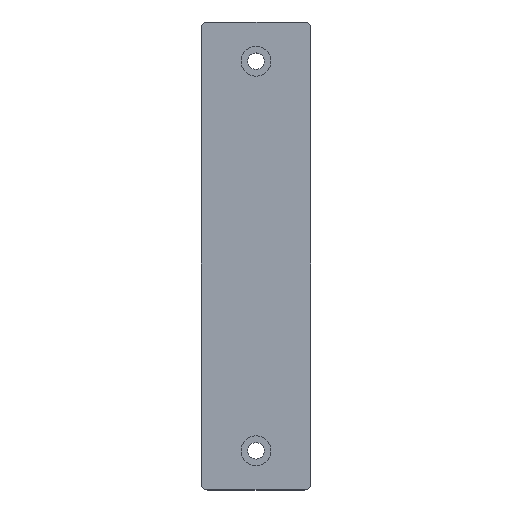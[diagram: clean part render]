
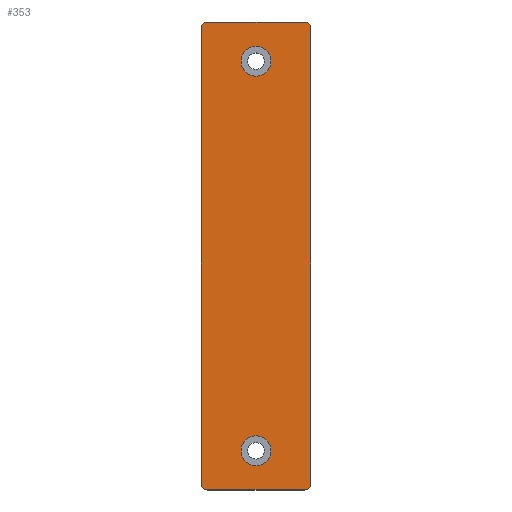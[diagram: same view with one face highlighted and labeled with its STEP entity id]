
A CAD part, top view. The second image highlights one B-rep face of the part: STEP entity #353.
In plain terms, the highlighted planar face has unit normal (0, 0, 1).
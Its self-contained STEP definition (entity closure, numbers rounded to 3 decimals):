
#3 = VECTOR ( 'NONE', #584, 1000. ) ;
#30 = DIRECTION ( 'NONE',  ( 0., 0., 1. ) ) ;
#31 = AXIS2_PLACEMENT_3D ( 'NONE', #172, #382, #593 ) ;
#34 = EDGE_CURVE ( 'NONE', #685, #262, #545, .T. ) ;
#37 = ORIENTED_EDGE ( 'NONE', *, *, #592, .T. ) ;
#47 = VERTEX_POINT ( 'NONE', #432 ) ;
#53 = DIRECTION ( 'NONE',  ( 1., 0., 0. ) ) ;
#66 = EDGE_CURVE ( 'NONE', #262, #425, #160, .T. ) ;
#67 = CIRCLE ( 'NONE', #31, 5.712 ) ;
#70 = CARTESIAN_POINT ( 'NONE',  ( -21., 89.5, 6.2 ) ) ;
#75 = EDGE_CURVE ( 'NONE', #204, #685, #363, .T. ) ;
#77 = AXIS2_PLACEMENT_3D ( 'NONE', #117, #587, #235 ) ;
#87 = DIRECTION ( 'NONE',  ( 1., 0., 0. ) ) ;
#90 = AXIS2_PLACEMENT_3D ( 'NONE', #187, #397, #609 ) ;
#93 = ORIENTED_EDGE ( 'NONE', *, *, #442, .F. ) ;
#101 = VERTEX_POINT ( 'NONE', #220 ) ;
#102 = CARTESIAN_POINT ( 'NONE',  ( 0., 74.5, 6.2 ) ) ;
#105 = EDGE_CURVE ( 'NONE', #259, #514, #242, .T. ) ;
#107 = ORIENTED_EDGE ( 'NONE', *, *, #272, .T. ) ;
#117 = CARTESIAN_POINT ( 'NONE',  ( 18.5, -87., 6.2 ) ) ;
#119 = CARTESIAN_POINT ( 'NONE',  ( 5.712, -74.5, 6.2 ) ) ;
#123 = EDGE_CURVE ( 'NONE', #611, #352, #67, .T. ) ;
#140 = CARTESIAN_POINT ( 'NONE',  ( -18.5, 87., 6.2 ) ) ;
#142 = CARTESIAN_POINT ( 'NONE',  ( 0., -74.5, 6.2 ) ) ;
#148 = CIRCLE ( 'NONE', #536, 2.5 ) ;
#149 = CARTESIAN_POINT ( 'NONE',  ( 18.5, 89.5, 6.2 ) ) ;
#157 = EDGE_LOOP ( 'NONE', ( #636, #473, #464, #591, #37, #675, #300, #107 ) ) ;
#160 = CIRCLE ( 'NONE', #225, 2.5 ) ;
#164 = ORIENTED_EDGE ( 'NONE', *, *, #230, .F. ) ;
#165 = LINE ( 'NONE', #484, #3 ) ;
#172 = CARTESIAN_POINT ( 'NONE',  ( 0., -74.5, 6.2 ) ) ;
#175 = LINE ( 'NONE', #70, #267 ) ;
#177 = CARTESIAN_POINT ( 'NONE',  ( -21., 87., 6.2 ) ) ;
#186 = AXIS2_PLACEMENT_3D ( 'NONE', #142, #30, #87 ) ;
#187 = CARTESIAN_POINT ( 'NONE',  ( -18.5, -87., 6.2 ) ) ;
#194 = VECTOR ( 'NONE', #437, 1000. ) ;
#202 = DIRECTION ( 'NONE',  ( 0., 0., 1. ) ) ;
#204 = VERTEX_POINT ( 'NONE', #612 ) ;
#220 = CARTESIAN_POINT ( 'NONE',  ( -21., -87., 6.2 ) ) ;
#225 = AXIS2_PLACEMENT_3D ( 'NONE', #537, #337, #271 ) ;
#230 = EDGE_CURVE ( 'NONE', #352, #611, #454, .T. ) ;
#234 = EDGE_CURVE ( 'NONE', #47, #517, #148, .T. ) ;
#235 = DIRECTION ( 'NONE',  ( 1., 0., 0. ) ) ;
#242 = CIRCLE ( 'NONE', #325, 5.712 ) ;
#259 = VERTEX_POINT ( 'NONE', #451 ) ;
#262 = VERTEX_POINT ( 'NONE', #295 ) ;
#264 = DIRECTION ( 'NONE',  ( 1., 0., 0. ) ) ;
#266 = CARTESIAN_POINT ( 'NONE',  ( 0., 0., 6.2 ) ) ;
#267 = VECTOR ( 'NONE', #585, 1000. ) ;
#271 = DIRECTION ( 'NONE',  ( 1., 0., 0. ) ) ;
#272 = EDGE_CURVE ( 'NONE', #101, #466, #614, .T. ) ;
#282 = CARTESIAN_POINT ( 'NONE',  ( -21., 89.5, 6.2 ) ) ;
#295 = CARTESIAN_POINT ( 'NONE',  ( 21., 87., 6.2 ) ) ;
#298 = EDGE_LOOP ( 'NONE', ( #93, #583 ) ) ;
#300 = ORIENTED_EDGE ( 'NONE', *, *, #469, .T. ) ;
#323 = CARTESIAN_POINT ( 'NONE',  ( 0., 74.5, 6.2 ) ) ;
#325 = AXIS2_PLACEMENT_3D ( 'NONE', #323, #449, #376 ) ;
#329 = CARTESIAN_POINT ( 'NONE',  ( -18.5, -89.5, 6.2 ) ) ;
#337 = DIRECTION ( 'NONE',  ( 0., 0., 1. ) ) ;
#342 = DIRECTION ( 'NONE',  ( 1., 0., 0. ) ) ;
#352 = VERTEX_POINT ( 'NONE', #422 ) ;
#353 = ADVANCED_FACE ( 'NONE', ( #633, #364, #476 ), #678, .T. ) ;
#355 = EDGE_LOOP ( 'NONE', ( #626, #164 ) ) ;
#363 = CIRCLE ( 'NONE', #77, 2.5 ) ;
#364 = FACE_BOUND ( 'NONE', #355, .T. ) ;
#376 = DIRECTION ( 'NONE',  ( 1., 0., 0. ) ) ;
#381 = AXIS2_PLACEMENT_3D ( 'NONE', #102, #522, #53 ) ;
#382 = DIRECTION ( 'NONE',  ( 0., 0., 1. ) ) ;
#385 = CARTESIAN_POINT ( 'NONE',  ( 21., 89.5, 6.2 ) ) ;
#397 = DIRECTION ( 'NONE',  ( 0., 0., 1. ) ) ;
#418 = EDGE_CURVE ( 'NONE', #466, #204, #165, .T. ) ;
#422 = CARTESIAN_POINT ( 'NONE',  ( -5.712, -74.5, 6.2 ) ) ;
#425 = VERTEX_POINT ( 'NONE', #149 ) ;
#432 = CARTESIAN_POINT ( 'NONE',  ( -18.5, 89.5, 6.2 ) ) ;
#437 = DIRECTION ( 'NONE',  ( 0., 1., 0. ) ) ;
#442 = EDGE_CURVE ( 'NONE', #514, #259, #549, .T. ) ;
#448 = CARTESIAN_POINT ( 'NONE',  ( 21., -87., 6.2 ) ) ;
#449 = DIRECTION ( 'NONE',  ( 0., 0., 1. ) ) ;
#451 = CARTESIAN_POINT ( 'NONE',  ( -5.712, 74.5, 6.2 ) ) ;
#454 = CIRCLE ( 'NONE', #186, 5.712 ) ;
#464 = ORIENTED_EDGE ( 'NONE', *, *, #34, .T. ) ;
#466 = VERTEX_POINT ( 'NONE', #329 ) ;
#469 = EDGE_CURVE ( 'NONE', #517, #101, #495, .T. ) ;
#473 = ORIENTED_EDGE ( 'NONE', *, *, #75, .T. ) ;
#476 = FACE_OUTER_BOUND ( 'NONE', #157, .T. ) ;
#484 = CARTESIAN_POINT ( 'NONE',  ( -21., -89.5, 6.2 ) ) ;
#495 = LINE ( 'NONE', #282, #604 ) ;
#514 = VERTEX_POINT ( 'NONE', #643 ) ;
#517 = VERTEX_POINT ( 'NONE', #177 ) ;
#522 = DIRECTION ( 'NONE',  ( 0., 0., 1. ) ) ;
#536 = AXIS2_PLACEMENT_3D ( 'NONE', #140, #665, #342 ) ;
#537 = CARTESIAN_POINT ( 'NONE',  ( 18.5, 87., 6.2 ) ) ;
#543 = DIRECTION ( 'NONE',  ( 0., -1., 0. ) ) ;
#545 = LINE ( 'NONE', #385, #194 ) ;
#549 = CIRCLE ( 'NONE', #381, 5.712 ) ;
#583 = ORIENTED_EDGE ( 'NONE', *, *, #105, .F. ) ;
#584 = DIRECTION ( 'NONE',  ( 1., 0., 0. ) ) ;
#585 = DIRECTION ( 'NONE',  ( -1., 0., 0. ) ) ;
#587 = DIRECTION ( 'NONE',  ( 0., 0., 1. ) ) ;
#591 = ORIENTED_EDGE ( 'NONE', *, *, #66, .T. ) ;
#592 = EDGE_CURVE ( 'NONE', #425, #47, #175, .T. ) ;
#593 = DIRECTION ( 'NONE',  ( 1., 0., 0. ) ) ;
#604 = VECTOR ( 'NONE', #543, 1000. ) ;
#609 = DIRECTION ( 'NONE',  ( 1., 0., 0. ) ) ;
#611 = VERTEX_POINT ( 'NONE', #119 ) ;
#612 = CARTESIAN_POINT ( 'NONE',  ( 18.5, -89.5, 6.2 ) ) ;
#614 = CIRCLE ( 'NONE', #90, 2.5 ) ;
#626 = ORIENTED_EDGE ( 'NONE', *, *, #123, .F. ) ;
#633 = FACE_BOUND ( 'NONE', #298, .T. ) ;
#636 = ORIENTED_EDGE ( 'NONE', *, *, #418, .T. ) ;
#643 = CARTESIAN_POINT ( 'NONE',  ( 5.712, 74.5, 6.2 ) ) ;
#665 = DIRECTION ( 'NONE',  ( 0., 0., 1. ) ) ;
#675 = ORIENTED_EDGE ( 'NONE', *, *, #234, .T. ) ;
#676 = AXIS2_PLACEMENT_3D ( 'NONE', #266, #202, #264 ) ;
#678 = PLANE ( 'NONE',  #676 ) ;
#685 = VERTEX_POINT ( 'NONE', #448 ) ;
